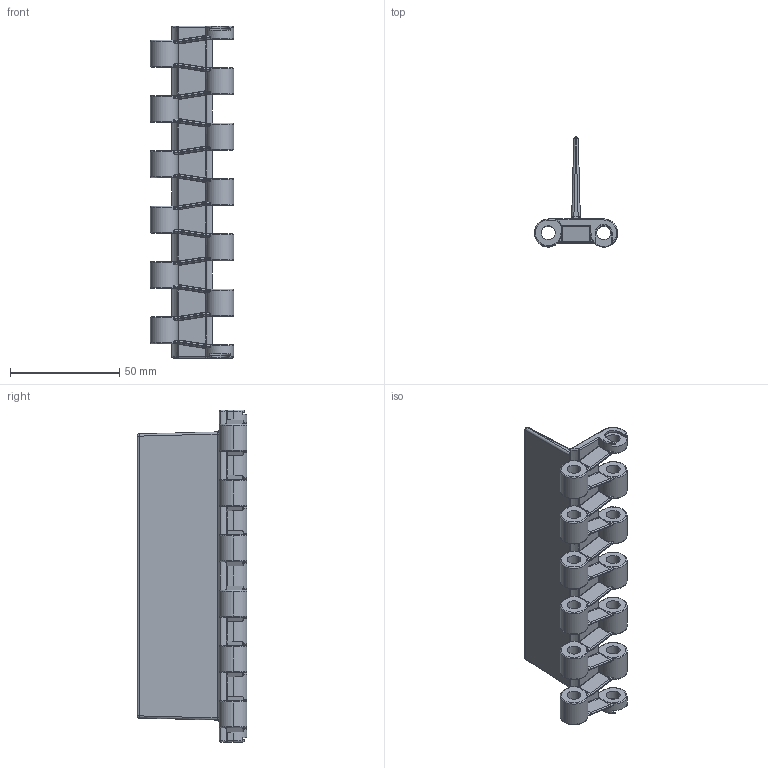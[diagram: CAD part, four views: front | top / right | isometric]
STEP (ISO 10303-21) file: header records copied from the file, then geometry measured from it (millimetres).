
FILE_DESCRIPTION (( 'STEP AP214' ), '1' );
FILE_NAME ('LF9100.2EC038.STEP', '2021-03-12T07:07:30', ( '' ), ( '' ), 'SwSTEP 2.0', 'SolidWorks 2019', '' );
FILE_SCHEMA (( 'AUTOMOTIVE_DESIGN' ));
Length unit declared in the file: millimetre
Products named in the file (1): LF9100.2EC038
Bounding box: 38.1 x 50.3 x 152 mm (x, y, z)
Volume: 38987.7 mm3; surface area: 27966.7 mm2
Topology: 1 solids, 1 shells, 663 faces, 1712 edges, 1042 vertices
Faces by surface type: cylinder 281, plane 155, torus 117, bspline 56, cone 48, sphere 6
Entity records: 21694 total; most frequent: CARTESIAN_POINT 6484, ORIENTED_EDGE 3404, DIRECTION 3031, EDGE_CURVE 1702, AXIS2_PLACEMENT_3D 1205, VERTEX_POINT 1042, EDGE_LOOP 690, ADVANCED_FACE 663
